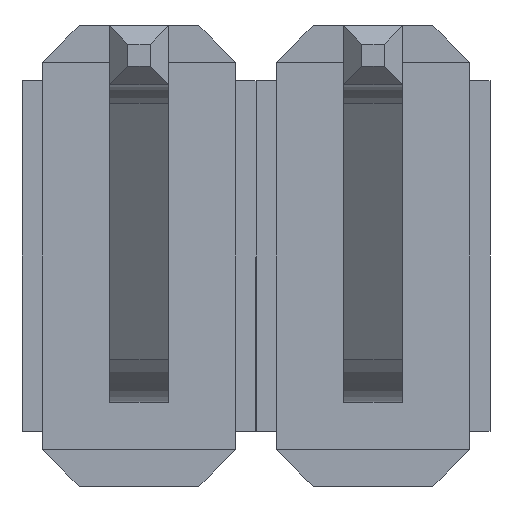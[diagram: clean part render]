
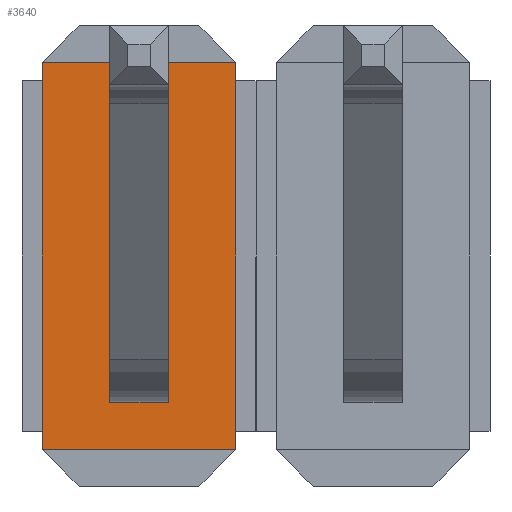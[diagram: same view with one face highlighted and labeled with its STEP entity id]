
A CAD part, front view. The second image highlights one B-rep face of the part: STEP entity #3640.
In plain terms, the highlighted planar face has unit normal (0, -1, 0).
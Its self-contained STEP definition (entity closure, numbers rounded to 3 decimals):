
#79 = EDGE_CURVE ( 'NONE', #5166, #7053, #6749, .T. ) ;
#83 = EDGE_CURVE ( 'NONE', #5166, #6504, #4241, .T. ) ;
#190 = VECTOR ( 'NONE', #2752, 1000. ) ;
#362 = EDGE_CURVE ( 'NONE', #4552, #6174, #3856, .T. ) ;
#417 = FACE_BOUND ( 'NONE', #3727, .T. ) ;
#450 = CARTESIAN_POINT ( 'NONE',  ( 1.05, 0.54, 2.1 ) ) ;
#609 = FACE_OUTER_BOUND ( 'NONE', #4597, .T. ) ;
#737 = CARTESIAN_POINT ( 'NONE',  ( 0.32, 0.54, 1.59 ) ) ;
#739 = ORIENTED_EDGE ( 'NONE', *, *, #7405, .T. ) ;
#819 = DIRECTION ( 'NONE',  ( 0., 0., 1. ) ) ;
#864 = LINE ( 'NONE', #2760, #4012 ) ;
#979 = DIRECTION ( 'NONE',  ( 0., 1., 0. ) ) ;
#1052 = VECTOR ( 'NONE', #4719, 1000. ) ;
#1173 = EDGE_CURVE ( 'NONE', #1293, #7142, #864, .T. ) ;
#1293 = VERTEX_POINT ( 'NONE', #3584 ) ;
#1340 = VERTEX_POINT ( 'NONE', #3709 ) ;
#1479 = CARTESIAN_POINT ( 'NONE',  ( -0.32, 0.54, 2.1 ) ) ;
#1534 = VECTOR ( 'NONE', #2366, 1000. ) ;
#1536 = ORIENTED_EDGE ( 'NONE', *, *, #1723, .T. ) ;
#1552 = DIRECTION ( 'NONE',  ( -1., 0., 0. ) ) ;
#1723 = EDGE_CURVE ( 'NONE', #6504, #1340, #2514, .T. ) ;
#1782 = AXIS2_PLACEMENT_3D ( 'NONE', #3296, #979, #5097 ) ;
#1826 = CARTESIAN_POINT ( 'NONE',  ( -0.32, 0.54, -1.59 ) ) ;
#1838 = LINE ( 'NONE', #1479, #3867 ) ;
#2053 = EDGE_CURVE ( 'NONE', #6174, #4311, #5819, .T. ) ;
#2154 = CARTESIAN_POINT ( 'NONE',  ( -1.05, 0.54, 2.1 ) ) ;
#2289 = CARTESIAN_POINT ( 'NONE',  ( 1.05, 0.54, -2.1 ) ) ;
#2305 = CARTESIAN_POINT ( 'NONE',  ( 1.27, 0.54, -1.59 ) ) ;
#2366 = DIRECTION ( 'NONE',  ( 1., 0., 0. ) ) ;
#2410 = LINE ( 'NONE', #3370, #190 ) ;
#2514 = LINE ( 'NONE', #2154, #2599 ) ;
#2560 = CARTESIAN_POINT ( 'NONE',  ( 0.32, 0.54, 2.1 ) ) ;
#2592 = ORIENTED_EDGE ( 'NONE', *, *, #4735, .F. ) ;
#2599 = VECTOR ( 'NONE', #5254, 1000. ) ;
#2746 = CARTESIAN_POINT ( 'NONE',  ( 1.27, 0.54, -0.95 ) ) ;
#2752 = DIRECTION ( 'NONE',  ( 0., 0., 1. ) ) ;
#2760 = CARTESIAN_POINT ( 'NONE',  ( -0.32, 0.54, 2.1 ) ) ;
#2832 = DIRECTION ( 'NONE',  ( -1., 0., 0. ) ) ;
#3118 = LINE ( 'NONE', #2746, #4868 ) ;
#3238 = VERTEX_POINT ( 'NONE', #4483 ) ;
#3272 = VECTOR ( 'NONE', #4700, 1000. ) ;
#3296 = CARTESIAN_POINT ( 'NONE',  ( 1.27, 0.54, 2.1 ) ) ;
#3300 = ORIENTED_EDGE ( 'NONE', *, *, #362, .T. ) ;
#3314 = DIRECTION ( 'NONE',  ( 0., 0., -1. ) ) ;
#3370 = CARTESIAN_POINT ( 'NONE',  ( 0.32, 0.54, 2.1 ) ) ;
#3434 = EDGE_CURVE ( 'NONE', #7053, #1340, #3833, .T. ) ;
#3484 = VECTOR ( 'NONE', #7010, 1000. ) ;
#3505 = ORIENTED_EDGE ( 'NONE', *, *, #1173, .F. ) ;
#3562 = FACE_BOUND ( 'NONE', #6958, .T. ) ;
#3584 = CARTESIAN_POINT ( 'NONE',  ( -0.32, 0.54, -0.95 ) ) ;
#3640 = ADVANCED_FACE ( 'NONE', ( #609, #417, #3562 ), #3816, .F. ) ;
#3703 = VERTEX_POINT ( 'NONE', #6289 ) ;
#3709 = CARTESIAN_POINT ( 'NONE',  ( -1.05, 0.54, -2.1 ) ) ;
#3727 = EDGE_LOOP ( 'NONE', ( #6940, #739, #3300, #5831 ) ) ;
#3816 = PLANE ( 'NONE',  #1782 ) ;
#3833 = LINE ( 'NONE', #7674, #3272 ) ;
#3845 = EDGE_CURVE ( 'NONE', #7142, #3703, #7182, .T. ) ;
#3856 = LINE ( 'NONE', #5313, #1534 ) ;
#3867 = VECTOR ( 'NONE', #819, 1000. ) ;
#3940 = LINE ( 'NONE', #4010, #3484 ) ;
#4010 = CARTESIAN_POINT ( 'NONE',  ( 0., 0.54, 0.95 ) ) ;
#4012 = VECTOR ( 'NONE', #5153, 1000. ) ;
#4241 = LINE ( 'NONE', #4481, #7221 ) ;
#4253 = ORIENTED_EDGE ( 'NONE', *, *, #79, .F. ) ;
#4292 = DIRECTION ( 'NONE',  ( 0., 0., -1. ) ) ;
#4311 = VERTEX_POINT ( 'NONE', #7051 ) ;
#4481 = CARTESIAN_POINT ( 'NONE',  ( 1.27, 0.54, 2.1 ) ) ;
#4483 = CARTESIAN_POINT ( 'NONE',  ( -0.32, 0.54, 0.95 ) ) ;
#4500 = VECTOR ( 'NONE', #3314, 1000. ) ;
#4552 = VERTEX_POINT ( 'NONE', #7225 ) ;
#4597 = EDGE_LOOP ( 'NONE', ( #7532, #1536, #7258, #4253 ) ) ;
#4598 = ORIENTED_EDGE ( 'NONE', *, *, #7552, .F. ) ;
#4700 = DIRECTION ( 'NONE',  ( -1., 0., 0. ) ) ;
#4719 = DIRECTION ( 'NONE',  ( 1., 0., 0. ) ) ;
#4735 = EDGE_CURVE ( 'NONE', #3703, #7120, #2410, .T. ) ;
#4868 = VECTOR ( 'NONE', #2832, 1000. ) ;
#5097 = DIRECTION ( 'NONE',  ( 0., 0., 1. ) ) ;
#5153 = DIRECTION ( 'NONE',  ( 0., 0., -1. ) ) ;
#5166 = VERTEX_POINT ( 'NONE', #450 ) ;
#5179 = VECTOR ( 'NONE', #4292, 1000. ) ;
#5216 = CARTESIAN_POINT ( 'NONE',  ( -1.05, 0.54, 2.1 ) ) ;
#5254 = DIRECTION ( 'NONE',  ( 0., 0., -1. ) ) ;
#5313 = CARTESIAN_POINT ( 'NONE',  ( 0., 0.54, 1.59 ) ) ;
#5375 = EDGE_CURVE ( 'NONE', #4311, #3238, #3940, .T. ) ;
#5728 = ORIENTED_EDGE ( 'NONE', *, *, #3845, .F. ) ;
#5819 = LINE ( 'NONE', #2560, #5179 ) ;
#5831 = ORIENTED_EDGE ( 'NONE', *, *, #2053, .T. ) ;
#6174 = VERTEX_POINT ( 'NONE', #737 ) ;
#6289 = CARTESIAN_POINT ( 'NONE',  ( 0.32, 0.54, -1.59 ) ) ;
#6504 = VERTEX_POINT ( 'NONE', #5216 ) ;
#6749 = LINE ( 'NONE', #6871, #4500 ) ;
#6871 = CARTESIAN_POINT ( 'NONE',  ( 1.05, 0.54, -2.1 ) ) ;
#6940 = ORIENTED_EDGE ( 'NONE', *, *, #5375, .T. ) ;
#6958 = EDGE_LOOP ( 'NONE', ( #2592, #5728, #3505, #4598 ) ) ;
#7010 = DIRECTION ( 'NONE',  ( -1., 0., 0. ) ) ;
#7051 = CARTESIAN_POINT ( 'NONE',  ( 0.32, 0.54, 0.95 ) ) ;
#7053 = VERTEX_POINT ( 'NONE', #2289 ) ;
#7120 = VERTEX_POINT ( 'NONE', #7149 ) ;
#7142 = VERTEX_POINT ( 'NONE', #1826 ) ;
#7149 = CARTESIAN_POINT ( 'NONE',  ( 0.32, 0.54, -0.95 ) ) ;
#7182 = LINE ( 'NONE', #2305, #1052 ) ;
#7221 = VECTOR ( 'NONE', #1552, 1000. ) ;
#7225 = CARTESIAN_POINT ( 'NONE',  ( -0.32, 0.54, 1.59 ) ) ;
#7258 = ORIENTED_EDGE ( 'NONE', *, *, #3434, .F. ) ;
#7405 = EDGE_CURVE ( 'NONE', #3238, #4552, #1838, .T. ) ;
#7532 = ORIENTED_EDGE ( 'NONE', *, *, #83, .T. ) ;
#7552 = EDGE_CURVE ( 'NONE', #7120, #1293, #3118, .T. ) ;
#7674 = CARTESIAN_POINT ( 'NONE',  ( 1.27, 0.54, -2.1 ) ) ;
